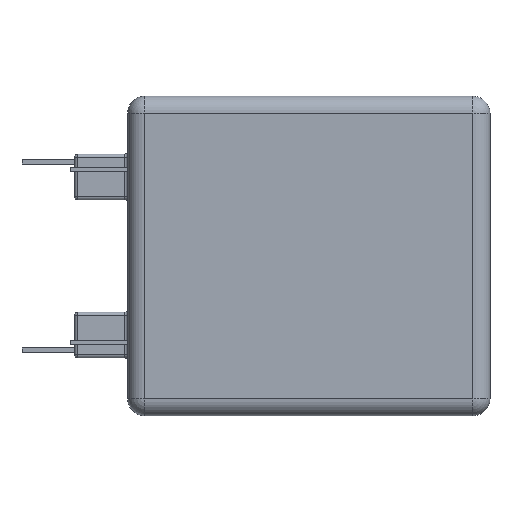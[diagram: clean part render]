
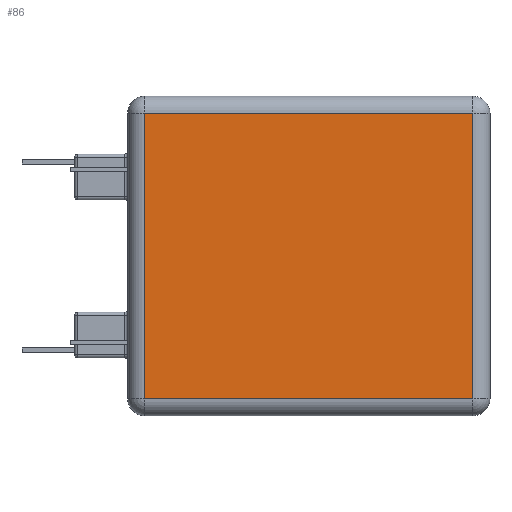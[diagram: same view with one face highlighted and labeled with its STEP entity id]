
A CAD part, front view. The second image highlights one B-rep face of the part: STEP entity #86.
In plain terms, the highlighted planar face has unit normal (0, -1, 0).
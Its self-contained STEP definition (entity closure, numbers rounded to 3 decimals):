
#69 = DIRECTION ( 'NONE',  ( -1., 0., 0. ) ) ;
#75 = VECTOR ( 'NONE', #7837, 1000. ) ;
#86 = ADVANCED_FACE ( 'NONE', ( #6026 ), #4680, .F. ) ;
#238 = CARTESIAN_POINT ( 'NONE',  ( 3., 0., 0. ) ) ;
#890 = DIRECTION ( 'NONE',  ( 0., 1., 0. ) ) ;
#981 = VECTOR ( 'NONE', #4750, 1000. ) ;
#1166 = LINE ( 'NONE', #1242, #4092 ) ;
#1225 = VERTEX_POINT ( 'NONE', #2002 ) ;
#1242 = CARTESIAN_POINT ( 'NONE',  ( 0., 0., 53. ) ) ;
#1909 = VERTEX_POINT ( 'NONE', #6377 ) ;
#2002 = CARTESIAN_POINT ( 'NONE',  ( 60.5, 0., 53. ) ) ;
#2339 = VERTEX_POINT ( 'NONE', #3243 ) ;
#2407 = EDGE_CURVE ( 'NONE', #1909, #6607, #8068, .T. ) ;
#2702 = LINE ( 'NONE', #5951, #75 ) ;
#2928 = EDGE_CURVE ( 'NONE', #6607, #2339, #2702, .T. ) ;
#3086 = CARTESIAN_POINT ( 'NONE',  ( 3., 0., 3. ) ) ;
#3243 = CARTESIAN_POINT ( 'NONE',  ( 60.5, 0., 3. ) ) ;
#3366 = CARTESIAN_POINT ( 'NONE',  ( 0., 0., 0. ) ) ;
#3688 = VECTOR ( 'NONE', #7662, 1000. ) ;
#3840 = EDGE_CURVE ( 'NONE', #2339, #1225, #8060, .T. ) ;
#4092 = VECTOR ( 'NONE', #69, 1000. ) ;
#4556 = CARTESIAN_POINT ( 'NONE',  ( 60.5, 0., 0. ) ) ;
#4680 = PLANE ( 'NONE',  #6783 ) ;
#4694 = ORIENTED_EDGE ( 'NONE', *, *, #2407, .T. ) ;
#4750 = DIRECTION ( 'NONE',  ( 0., 0., -1. ) ) ;
#4828 = ORIENTED_EDGE ( 'NONE', *, *, #7208, .T. ) ;
#5007 = ORIENTED_EDGE ( 'NONE', *, *, #3840, .T. ) ;
#5951 = CARTESIAN_POINT ( 'NONE',  ( 0., 0., 3. ) ) ;
#5994 = DIRECTION ( 'NONE',  ( 0., 0., 1. ) ) ;
#6026 = FACE_OUTER_BOUND ( 'NONE', #7501, .T. ) ;
#6377 = CARTESIAN_POINT ( 'NONE',  ( 3., 0., 53. ) ) ;
#6607 = VERTEX_POINT ( 'NONE', #3086 ) ;
#6783 = AXIS2_PLACEMENT_3D ( 'NONE', #3366, #890, #5994 ) ;
#6804 = ORIENTED_EDGE ( 'NONE', *, *, #2928, .T. ) ;
#7208 = EDGE_CURVE ( 'NONE', #1225, #1909, #1166, .T. ) ;
#7501 = EDGE_LOOP ( 'NONE', ( #5007, #4828, #4694, #6804 ) ) ;
#7662 = DIRECTION ( 'NONE',  ( 0., 0., 1. ) ) ;
#7837 = DIRECTION ( 'NONE',  ( 1., 0., 0. ) ) ;
#8060 = LINE ( 'NONE', #4556, #3688 ) ;
#8068 = LINE ( 'NONE', #238, #981 ) ;
